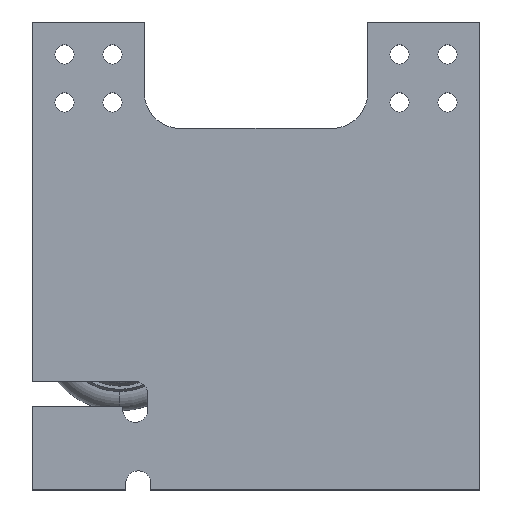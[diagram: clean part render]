
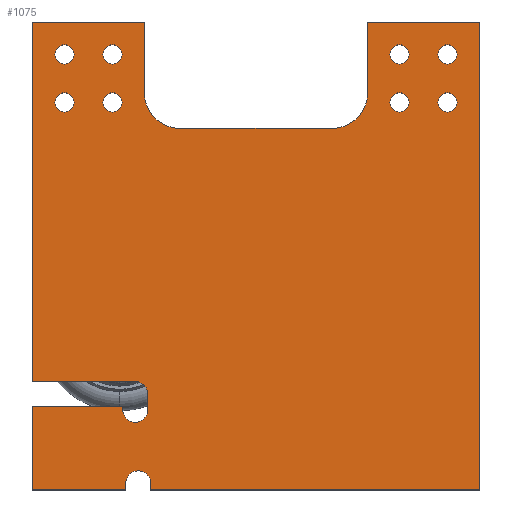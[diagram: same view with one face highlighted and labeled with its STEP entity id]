
A CAD part, top view. The second image highlights one B-rep face of the part: STEP entity #1075.
In plain terms, the highlighted planar face has unit normal (0, 0, 1).
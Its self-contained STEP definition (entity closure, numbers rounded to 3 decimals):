
#104 = VERTEX_POINT('',#105);
#105 = CARTESIAN_POINT('',(23.688,2.438,0.93));
#111 = EDGE_CURVE('',#104,#112,#114,.T.);
#112 = VERTEX_POINT('',#113);
#113 = CARTESIAN_POINT('',(27.588,2.438,0.93));
#114 = LINE('',#115,#116);
#115 = CARTESIAN_POINT('',(23.688,2.438,0.93));
#116 = VECTOR('',#117,1.);
#117 = DIRECTION('',(1.,0.,0.));
#142 = EDGE_CURVE('',#112,#143,#145,.T.);
#143 = VERTEX_POINT('',#144);
#144 = CARTESIAN_POINT('',(27.588,2.712,0.93));
#145 = LINE('',#146,#147);
#146 = CARTESIAN_POINT('',(27.588,2.438,0.93));
#147 = VECTOR('',#148,1.);
#148 = DIRECTION('',(0.,1.,0.));
#173 = EDGE_CURVE('',#143,#174,#176,.T.);
#174 = VERTEX_POINT('',#175);
#175 = CARTESIAN_POINT('',(28.636,2.712,0.93));
#176 = CIRCLE('',#177,0.524);
#177 = AXIS2_PLACEMENT_3D('',#178,#179,#180);
#178 = CARTESIAN_POINT('',(28.112,2.712,0.93));
#179 = DIRECTION('',(0.,0.,-1.));
#180 = DIRECTION('',(-1.,0.,-0.));
#206 = EDGE_CURVE('',#174,#207,#209,.T.);
#207 = VERTEX_POINT('',#208);
#208 = CARTESIAN_POINT('',(28.636,2.438,0.93));
#209 = LINE('',#210,#211);
#210 = CARTESIAN_POINT('',(28.636,2.712,0.93));
#211 = VECTOR('',#212,1.);
#212 = DIRECTION('',(0.,-1.,0.));
#237 = EDGE_CURVE('',#207,#238,#240,.T.);
#238 = VERTEX_POINT('',#239);
#239 = CARTESIAN_POINT('',(42.352,2.438,0.93));
#240 = LINE('',#241,#242);
#241 = CARTESIAN_POINT('',(28.636,2.438,0.93));
#242 = VECTOR('',#243,1.);
#243 = DIRECTION('',(1.,0.,0.));
#268 = EDGE_CURVE('',#238,#269,#271,.T.);
#269 = VERTEX_POINT('',#270);
#270 = CARTESIAN_POINT('',(42.352,21.942,0.93));
#271 = LINE('',#272,#273);
#272 = CARTESIAN_POINT('',(42.352,2.438,0.93));
#273 = VECTOR('',#274,1.);
#274 = DIRECTION('',(0.,1.,0.));
#299 = EDGE_CURVE('',#269,#300,#302,.T.);
#300 = VERTEX_POINT('',#301);
#301 = CARTESIAN_POINT('',(37.674,21.942,0.93));
#302 = LINE('',#303,#304);
#303 = CARTESIAN_POINT('',(42.352,21.942,0.93));
#304 = VECTOR('',#305,1.);
#305 = DIRECTION('',(-1.,0.,0.));
#330 = EDGE_CURVE('',#300,#331,#333,.T.);
#331 = VERTEX_POINT('',#332);
#332 = CARTESIAN_POINT('',(37.674,18.99,0.93));
#333 = LINE('',#334,#335);
#334 = CARTESIAN_POINT('',(37.674,21.942,0.93));
#335 = VECTOR('',#336,1.);
#336 = DIRECTION('',(0.,-1.,0.));
#361 = EDGE_CURVE('',#331,#362,#364,.T.);
#362 = VERTEX_POINT('',#363);
#363 = CARTESIAN_POINT('',(36.19,17.506,0.93));
#364 = CIRCLE('',#365,1.485);
#365 = AXIS2_PLACEMENT_3D('',#366,#367,#368);
#366 = CARTESIAN_POINT('',(36.189,18.991,0.93));
#367 = DIRECTION('',(0.,0.,-1.));
#368 = DIRECTION('',(1.,-0.001,0.));
#394 = EDGE_CURVE('',#362,#395,#397,.T.);
#395 = VERTEX_POINT('',#396);
#396 = CARTESIAN_POINT('',(29.85,17.506,0.93));
#397 = LINE('',#398,#399);
#398 = CARTESIAN_POINT('',(36.19,17.506,0.93));
#399 = VECTOR('',#400,1.);
#400 = DIRECTION('',(-1.,0.,0.));
#425 = EDGE_CURVE('',#395,#426,#428,.T.);
#426 = VERTEX_POINT('',#427);
#427 = CARTESIAN_POINT('',(28.366,18.99,0.93));
#428 = CIRCLE('',#429,1.485);
#429 = AXIS2_PLACEMENT_3D('',#430,#431,#432);
#430 = CARTESIAN_POINT('',(29.851,18.991,0.93));
#431 = DIRECTION('',(0.,0.,-1.));
#432 = DIRECTION('',(-0.001,-1.,-0.));
#458 = EDGE_CURVE('',#426,#459,#461,.T.);
#459 = VERTEX_POINT('',#460);
#460 = CARTESIAN_POINT('',(28.366,21.942,0.93));
#461 = LINE('',#462,#463);
#462 = CARTESIAN_POINT('',(28.366,18.99,0.93));
#463 = VECTOR('',#464,1.);
#464 = DIRECTION('',(0.,1.,0.));
#489 = EDGE_CURVE('',#459,#490,#492,.T.);
#490 = VERTEX_POINT('',#491);
#491 = CARTESIAN_POINT('',(23.688,21.942,0.93));
#492 = LINE('',#493,#494);
#493 = CARTESIAN_POINT('',(28.366,21.942,0.93));
#494 = VECTOR('',#495,1.);
#495 = DIRECTION('',(-1.,0.,0.));
#520 = EDGE_CURVE('',#490,#521,#523,.T.);
#521 = VERTEX_POINT('',#522);
#522 = CARTESIAN_POINT('',(23.688,6.966,0.93));
#523 = LINE('',#524,#525);
#524 = CARTESIAN_POINT('',(23.688,21.942,0.93));
#525 = VECTOR('',#526,1.);
#526 = DIRECTION('',(0.,-1.,0.));
#551 = EDGE_CURVE('',#521,#552,#554,.T.);
#552 = VERTEX_POINT('',#553);
#553 = CARTESIAN_POINT('',(27.985,6.966,0.93));
#554 = LINE('',#555,#556);
#555 = CARTESIAN_POINT('',(23.688,6.966,0.93));
#556 = VECTOR('',#557,1.);
#557 = DIRECTION('',(1.,0.,0.));
#582 = EDGE_CURVE('',#552,#583,#585,.T.);
#583 = VERTEX_POINT('',#584);
#584 = CARTESIAN_POINT('',(28.509,6.442,0.93));
#585 = CIRCLE('',#586,0.526);
#586 = AXIS2_PLACEMENT_3D('',#587,#588,#589);
#587 = CARTESIAN_POINT('',(27.983,6.44,0.93));
#588 = DIRECTION('',(0.,0.,-1.));
#589 = DIRECTION('',(0.003,1.,0.));
#615 = EDGE_CURVE('',#583,#616,#618,.T.);
#616 = VERTEX_POINT('',#617);
#617 = CARTESIAN_POINT('',(28.509,5.785,0.93));
#618 = LINE('',#619,#620);
#619 = CARTESIAN_POINT('',(28.509,6.442,0.93));
#620 = VECTOR('',#621,1.);
#621 = DIRECTION('',(0.,-1.,0.));
#646 = EDGE_CURVE('',#616,#647,#649,.T.);
#647 = VERTEX_POINT('',#648);
#648 = CARTESIAN_POINT('',(27.461,5.785,0.93));
#649 = CIRCLE('',#650,0.524);
#650 = AXIS2_PLACEMENT_3D('',#651,#652,#653);
#651 = CARTESIAN_POINT('',(27.985,5.785,0.93));
#652 = DIRECTION('',(0.,0.,-1.));
#653 = DIRECTION('',(1.,0.,0.));
#679 = EDGE_CURVE('',#647,#680,#682,.T.);
#680 = VERTEX_POINT('',#681);
#681 = CARTESIAN_POINT('',(27.461,5.918,0.93));
#682 = LINE('',#683,#684);
#683 = CARTESIAN_POINT('',(27.461,5.785,0.93));
#684 = VECTOR('',#685,1.);
#685 = DIRECTION('',(0.,1.,0.));
#710 = EDGE_CURVE('',#680,#711,#713,.T.);
#711 = VERTEX_POINT('',#712);
#712 = CARTESIAN_POINT('',(23.688,5.918,0.93));
#713 = LINE('',#714,#715);
#714 = CARTESIAN_POINT('',(27.461,5.918,0.93));
#715 = VECTOR('',#716,1.);
#716 = DIRECTION('',(-1.,0.,0.));
#741 = EDGE_CURVE('',#711,#104,#742,.T.);
#742 = LINE('',#743,#744);
#743 = CARTESIAN_POINT('',(23.688,5.918,0.93));
#744 = VECTOR('',#745,1.);
#745 = DIRECTION('',(0.,-1.,0.));
#765 = VERTEX_POINT('',#766);
#766 = CARTESIAN_POINT('',(25.44,18.59,0.93));
#772 = EDGE_CURVE('',#765,#765,#773,.T.);
#773 = CIRCLE('',#774,0.4);
#774 = AXIS2_PLACEMENT_3D('',#775,#776,#777);
#775 = CARTESIAN_POINT('',(25.04,18.59,0.93));
#776 = DIRECTION('',(0.,0.,1.));
#777 = DIRECTION('',(1.,0.,-0.));
#798 = VERTEX_POINT('',#799);
#799 = CARTESIAN_POINT('',(27.44,18.59,0.93));
#805 = EDGE_CURVE('',#798,#798,#806,.T.);
#806 = CIRCLE('',#807,0.4);
#807 = AXIS2_PLACEMENT_3D('',#808,#809,#810);
#808 = CARTESIAN_POINT('',(27.04,18.59,0.93));
#809 = DIRECTION('',(0.,0.,1.));
#810 = DIRECTION('',(1.,0.,-0.));
#831 = VERTEX_POINT('',#832);
#832 = CARTESIAN_POINT('',(25.44,20.59,0.93));
#838 = EDGE_CURVE('',#831,#831,#839,.T.);
#839 = CIRCLE('',#840,0.4);
#840 = AXIS2_PLACEMENT_3D('',#841,#842,#843);
#841 = CARTESIAN_POINT('',(25.04,20.59,0.93));
#842 = DIRECTION('',(0.,0.,1.));
#843 = DIRECTION('',(1.,0.,-0.));
#864 = VERTEX_POINT('',#865);
#865 = CARTESIAN_POINT('',(27.44,20.59,0.93));
#871 = EDGE_CURVE('',#864,#864,#872,.T.);
#872 = CIRCLE('',#873,0.4);
#873 = AXIS2_PLACEMENT_3D('',#874,#875,#876);
#874 = CARTESIAN_POINT('',(27.04,20.59,0.93));
#875 = DIRECTION('',(0.,0.,1.));
#876 = DIRECTION('',(1.,0.,-0.));
#897 = VERTEX_POINT('',#898);
#898 = CARTESIAN_POINT('',(39.4,18.59,0.93));
#904 = EDGE_CURVE('',#897,#897,#905,.T.);
#905 = CIRCLE('',#906,0.4);
#906 = AXIS2_PLACEMENT_3D('',#907,#908,#909);
#907 = CARTESIAN_POINT('',(39.,18.59,0.93));
#908 = DIRECTION('',(0.,0.,1.));
#909 = DIRECTION('',(1.,0.,-0.));
#930 = VERTEX_POINT('',#931);
#931 = CARTESIAN_POINT('',(41.4,18.59,0.93));
#937 = EDGE_CURVE('',#930,#930,#938,.T.);
#938 = CIRCLE('',#939,0.4);
#939 = AXIS2_PLACEMENT_3D('',#940,#941,#942);
#940 = CARTESIAN_POINT('',(41.,18.59,0.93));
#941 = DIRECTION('',(0.,0.,1.));
#942 = DIRECTION('',(1.,0.,-0.));
#963 = VERTEX_POINT('',#964);
#964 = CARTESIAN_POINT('',(39.4,20.59,0.93));
#970 = EDGE_CURVE('',#963,#963,#971,.T.);
#971 = CIRCLE('',#972,0.4);
#972 = AXIS2_PLACEMENT_3D('',#973,#974,#975);
#973 = CARTESIAN_POINT('',(39.,20.59,0.93));
#974 = DIRECTION('',(0.,0.,1.));
#975 = DIRECTION('',(1.,0.,-0.));
#996 = VERTEX_POINT('',#997);
#997 = CARTESIAN_POINT('',(41.4,20.59,0.93));
#1003 = EDGE_CURVE('',#996,#996,#1004,.T.);
#1004 = CIRCLE('',#1005,0.4);
#1005 = AXIS2_PLACEMENT_3D('',#1006,#1007,#1008);
#1006 = CARTESIAN_POINT('',(41.,20.59,0.93));
#1007 = DIRECTION('',(0.,0.,1.));
#1008 = DIRECTION('',(1.,0.,-0.));
#1075 = ADVANCED_FACE('',(#1076,#1099,#1102,#1105,#1108,#1111,#1114,
    #1117,#1120),#1123,.T.);
#1076 = FACE_BOUND('',#1077,.T.);
#1077 = EDGE_LOOP('',(#1078,#1079,#1080,#1081,#1082,#1083,#1084,#1085,
    #1086,#1087,#1088,#1089,#1090,#1091,#1092,#1093,#1094,#1095,#1096,
    #1097,#1098));
#1078 = ORIENTED_EDGE('',*,*,#111,.T.);
#1079 = ORIENTED_EDGE('',*,*,#142,.T.);
#1080 = ORIENTED_EDGE('',*,*,#173,.T.);
#1081 = ORIENTED_EDGE('',*,*,#206,.T.);
#1082 = ORIENTED_EDGE('',*,*,#237,.T.);
#1083 = ORIENTED_EDGE('',*,*,#268,.T.);
#1084 = ORIENTED_EDGE('',*,*,#299,.T.);
#1085 = ORIENTED_EDGE('',*,*,#330,.T.);
#1086 = ORIENTED_EDGE('',*,*,#361,.T.);
#1087 = ORIENTED_EDGE('',*,*,#394,.T.);
#1088 = ORIENTED_EDGE('',*,*,#425,.T.);
#1089 = ORIENTED_EDGE('',*,*,#458,.T.);
#1090 = ORIENTED_EDGE('',*,*,#489,.T.);
#1091 = ORIENTED_EDGE('',*,*,#520,.T.);
#1092 = ORIENTED_EDGE('',*,*,#551,.T.);
#1093 = ORIENTED_EDGE('',*,*,#582,.T.);
#1094 = ORIENTED_EDGE('',*,*,#615,.T.);
#1095 = ORIENTED_EDGE('',*,*,#646,.T.);
#1096 = ORIENTED_EDGE('',*,*,#679,.T.);
#1097 = ORIENTED_EDGE('',*,*,#710,.T.);
#1098 = ORIENTED_EDGE('',*,*,#741,.T.);
#1099 = FACE_BOUND('',#1100,.T.);
#1100 = EDGE_LOOP('',(#1101));
#1101 = ORIENTED_EDGE('',*,*,#772,.F.);
#1102 = FACE_BOUND('',#1103,.T.);
#1103 = EDGE_LOOP('',(#1104));
#1104 = ORIENTED_EDGE('',*,*,#805,.F.);
#1105 = FACE_BOUND('',#1106,.T.);
#1106 = EDGE_LOOP('',(#1107));
#1107 = ORIENTED_EDGE('',*,*,#838,.F.);
#1108 = FACE_BOUND('',#1109,.T.);
#1109 = EDGE_LOOP('',(#1110));
#1110 = ORIENTED_EDGE('',*,*,#871,.F.);
#1111 = FACE_BOUND('',#1112,.T.);
#1112 = EDGE_LOOP('',(#1113));
#1113 = ORIENTED_EDGE('',*,*,#904,.F.);
#1114 = FACE_BOUND('',#1115,.T.);
#1115 = EDGE_LOOP('',(#1116));
#1116 = ORIENTED_EDGE('',*,*,#937,.F.);
#1117 = FACE_BOUND('',#1118,.T.);
#1118 = EDGE_LOOP('',(#1119));
#1119 = ORIENTED_EDGE('',*,*,#970,.F.);
#1120 = FACE_BOUND('',#1121,.T.);
#1121 = EDGE_LOOP('',(#1122));
#1122 = ORIENTED_EDGE('',*,*,#1003,.F.);
#1123 = PLANE('',#1124);
#1124 = AXIS2_PLACEMENT_3D('',#1125,#1126,#1127);
#1125 = CARTESIAN_POINT('',(32.285,11.66,0.93)
  );
#1126 = DIRECTION('',(0.,0.,1.));
#1127 = DIRECTION('',(1.,0.,-0.));
